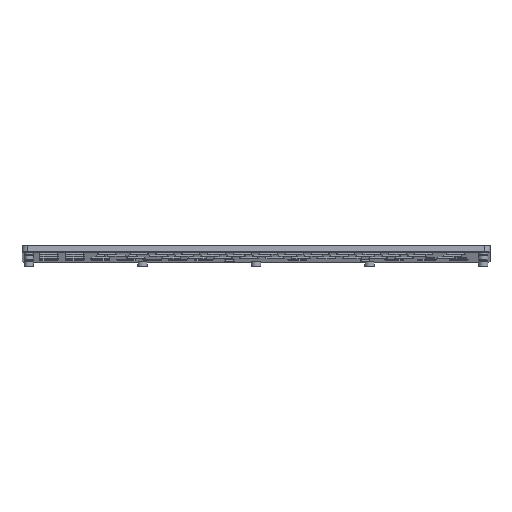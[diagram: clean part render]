
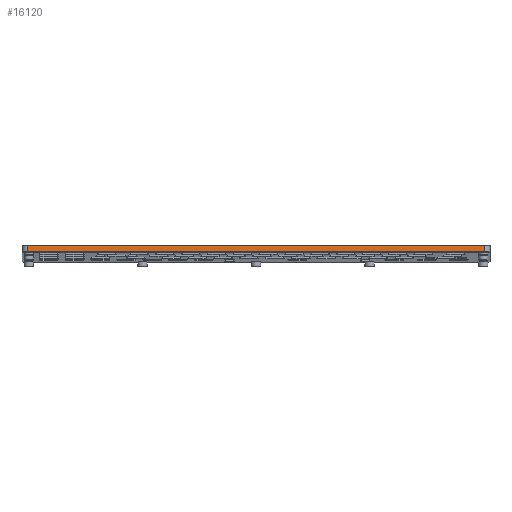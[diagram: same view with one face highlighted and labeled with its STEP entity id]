
A CAD part, front view. The second image highlights one B-rep face of the part: STEP entity #16120.
In plain terms, the highlighted planar face has unit normal (0, -0.996, 0.087).
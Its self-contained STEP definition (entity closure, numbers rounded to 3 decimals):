
#310=PLANE('',#17787);
#732=FACE_OUTER_BOUND('',#1787,.T.);
#1787=EDGE_LOOP('',(#12396,#12397,#12398,#12399));
#2637=LINE('',#23656,#4252);
#3045=LINE('',#25288,#4660);
#3439=LINE('',#26879,#5054);
#3440=LINE('',#26882,#5055);
#4252=VECTOR('',#18661,10.);
#4660=VECTOR('',#19899,10.);
#5054=VECTOR('',#21099,10.);
#5055=VECTOR('',#21104,10.);
#6658=VERTEX_POINT('',#23653);
#6659=VERTEX_POINT('',#23655);
#7468=VERTEX_POINT('',#25287);
#8262=VERTEX_POINT('',#26878);
#8300=EDGE_CURVE('',#6658,#6659,#2637,.T.);
#9116=EDGE_CURVE('',#7468,#6659,#3045,.T.);
#9912=EDGE_CURVE('',#7468,#8262,#3439,.T.);
#9914=EDGE_CURVE('',#6658,#8262,#3440,.T.);
#12396=ORIENTED_EDGE('',*,*,#8300,.F.);
#12397=ORIENTED_EDGE('',*,*,#9914,.T.);
#12398=ORIENTED_EDGE('',*,*,#9912,.F.);
#12399=ORIENTED_EDGE('',*,*,#9116,.T.);
#16120=ADVANCED_FACE('',(#732),#310,.F.);
#17787=AXIS2_PLACEMENT_3D('',#26881,#21102,#21103);
#18661=DIRECTION('',(0.,0.087,0.996));
#19899=DIRECTION('',(-1.,0.,0.));
#21099=DIRECTION('',(0.,-0.087,-0.996));
#21102=DIRECTION('center_axis',(0.,0.996,-0.087));
#21103=DIRECTION('ref_axis',(0.,0.087,0.996));
#21104=DIRECTION('',(1.,0.,0.));
#23653=CARTESIAN_POINT('',(-168.5,-47.686,25.688));
#23655=CARTESIAN_POINT('',(-168.5,-47.25,30.669));
#23656=CARTESIAN_POINT('',(-168.5,-47.686,25.688));
#25287=CARTESIAN_POINT('',(168.5,-47.25,30.669));
#25288=CARTESIAN_POINT('',(-170.,-47.25,30.669));
#26878=CARTESIAN_POINT('',(168.5,-47.686,25.688));
#26879=CARTESIAN_POINT('',(168.5,-47.686,25.688));
#26881=CARTESIAN_POINT('Origin',(-170.,-47.686,25.688));
#26882=CARTESIAN_POINT('',(-85.,-47.686,25.688));
